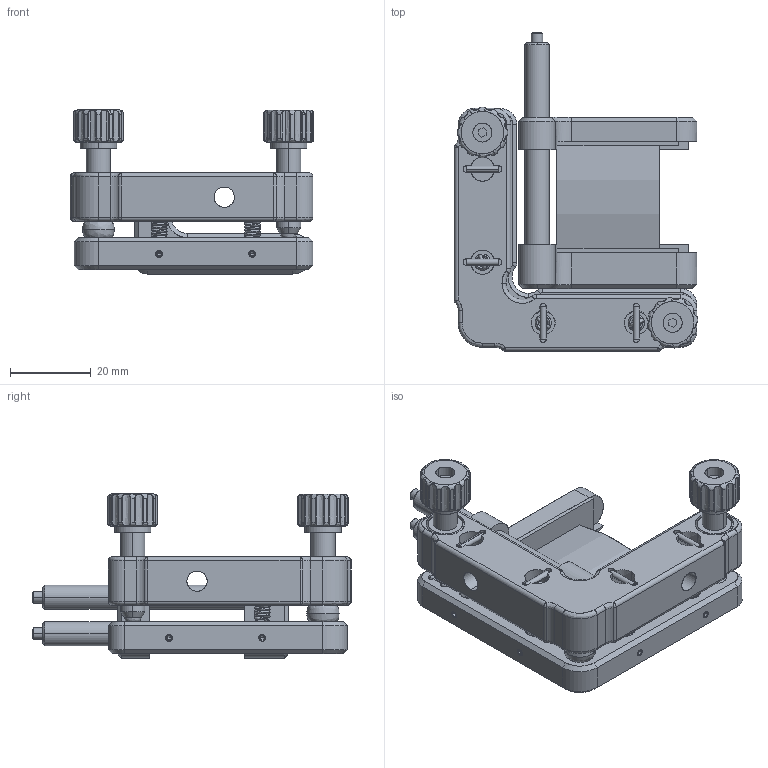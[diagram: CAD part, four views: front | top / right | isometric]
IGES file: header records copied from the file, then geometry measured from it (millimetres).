
Start section: SolidWorks IGES file using analytic representation for surfaces
Global section: file name: Web Model 17242_17242.igs; native system: SolidWorks 2021; preprocessor: SolidWorks 2021; author: JPoff; date: 220125.101157; units: millimetre
Bounding box: 60.23 x 78.7 x 40.54 mm (x, y, z)
Surface area: 29004.8 mm2 (no closed solid volume)
Topology: 0 solids, 0 shells, 982 faces, 11784 edges, 11719 vertices
Faces by surface type: revolution 566, bspline 416
